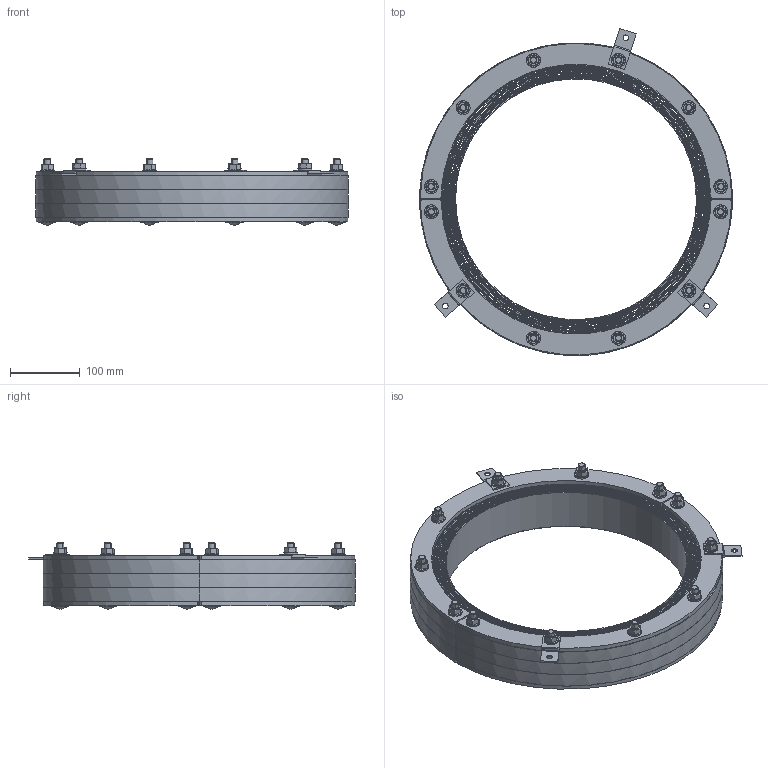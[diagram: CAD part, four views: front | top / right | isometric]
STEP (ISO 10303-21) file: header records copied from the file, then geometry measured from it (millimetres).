
FILE_DESCRIPTION((''),'2;1');
FILE_NAME('RS450.stp','2009-08-14T11:15:10',('JE BOHLIN'),('Roxtec International AB'),'Mechanical Desktop 2005','Mechanical Desktop 2005',', , ');
FILE_SCHEMA(('CONFIG_CONTROL_DESIGN'));
Length unit declared in the file: millimetre
Products named in the file (11): RS450; HALF; FITTING; RUBBER; PART1; BOLTS; CUP HEAD SQUARE NECK BOLT - DIN 603 - M10 X 90; WASHER - ISO 7089 - 10 - 140 HV; HEX NUT - ISO 4032 - M10; BOLTS&NUTS; FLANGE
Assembly tree (37 placements, depth 4):
  RS450
    HALF  x2
      FITTING
      RUBBER
      PART1
      BOLTS
        CUP HEAD SQUARE NECK BOLT - DIN 603 - M10 X 90  x6
        WASHER - ISO 7089 - 10 - 140 HV  x3
        HEX NUT - ISO 4032 - M10  x3
    BOLTS&NUTS
      HEX NUT - ISO 4032 - M10  x6
      WASHER - ISO 7089 - 10 - 140 HV  x6
    FLANGE  x3
Bounding box: 450 x 470.28 x 95.37 mm (x, y, z)
Surface area: 2376137.7 mm2 (no closed solid volume)
Topology: 0 solids, 0 shells, 1164 faces, 5796 edges, 5796 vertices
Faces by surface type: bspline 1164
Entity records: 10889 total; most frequent: CARTESIAN_POINT 7323, COMPOSITE_CURVE_SEGMENT 1096, QUASI_UNIFORM_CURVE 976, PCURVE 487, CURVE_BOUNDED_SURFACE 218, OUTER_BOUNDARY_CURVE 215, QUASI_UNIFORM_SURFACE 99, DIRECTION 76
